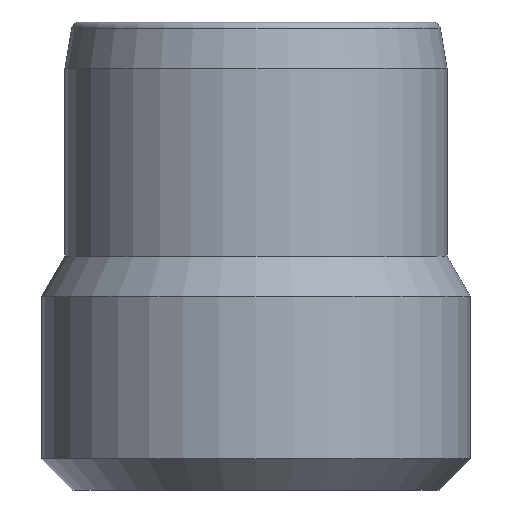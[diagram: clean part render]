
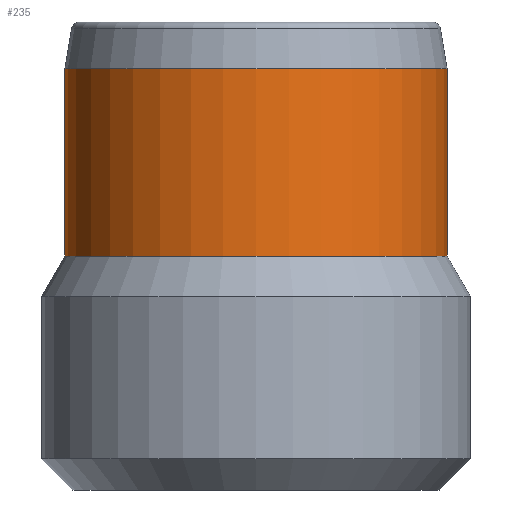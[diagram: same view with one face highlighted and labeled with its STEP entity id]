
A CAD part, front view. The second image highlights one B-rep face of the part: STEP entity #235.
In plain terms, the highlighted cylindrical face has radius 2.45 mm (diameter 4.9 mm), a full revolution.
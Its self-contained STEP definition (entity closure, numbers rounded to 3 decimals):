
#101=CARTESIAN_POINT('',(0.0,2.45,5.4));
#102=VERTEX_POINT('',#101);
#103=CARTESIAN_POINT('',(0.0,0.0,5.4));
#104=DIRECTION('',(0.0,0.0,1.0));
#105=DIRECTION('',(0.0,1.0,0.0));
#106=AXIS2_PLACEMENT_3D('',#103,#104,#105);
#107=CIRCLE('',#106,2.45);
#108=EDGE_CURVE('',#102,#102,#107,.T.);
#216=CARTESIAN_POINT('',(0.0,0.0,4.2));
#217=DIRECTION('',(0.0,0.0,1.0));
#218=DIRECTION('',(0.0,1.0,0.0));
#219=AXIS2_PLACEMENT_3D('',#216,#217,#218);
#220=CYLINDRICAL_SURFACE('',#219,2.45);
#221=CARTESIAN_POINT('',(0.0,2.45,3.0));
#222=VERTEX_POINT('',#221);
#223=CARTESIAN_POINT('',(0.0,0.0,3.0));
#224=DIRECTION('',(0.0,0.0,1.0));
#225=DIRECTION('',(0.0,1.0,0.0));
#226=AXIS2_PLACEMENT_3D('',#223,#224,#225);
#227=CIRCLE('',#226,2.45);
#228=EDGE_CURVE('',#222,#222,#227,.T.);
#229=ORIENTED_EDGE('',*,*,#228,.T.);
#230=EDGE_LOOP('',(#229));
#231=FACE_OUTER_BOUND('',#230,.T.);
#232=ORIENTED_EDGE('',*,*,#108,.F.);
#233=EDGE_LOOP('',(#232));
#234=FACE_BOUND('',#233,.T.);
#235=ADVANCED_FACE('',(#231,#234),#220,.T.);
